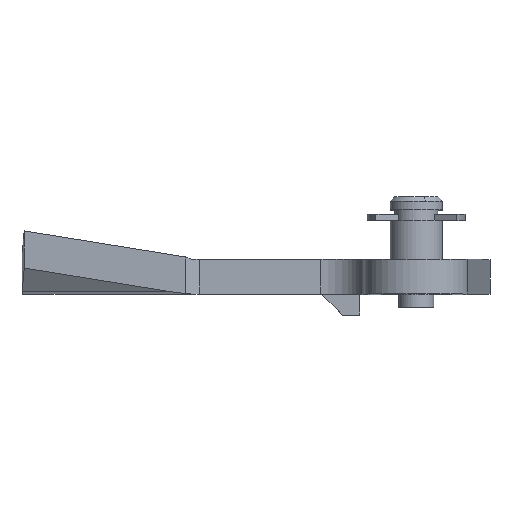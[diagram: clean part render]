
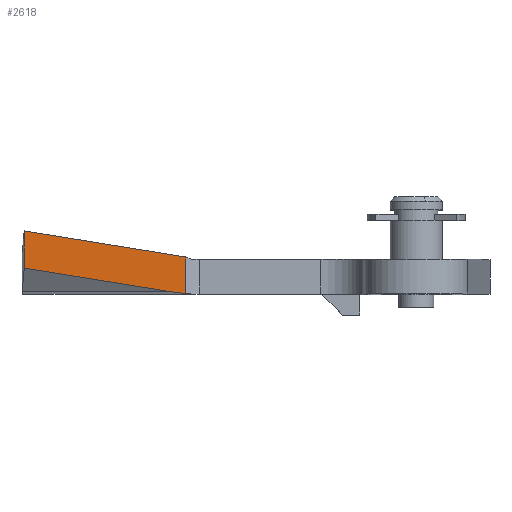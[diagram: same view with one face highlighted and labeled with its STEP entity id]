
A CAD part, top view. The second image highlights one B-rep face of the part: STEP entity #2618.
In plain terms, the highlighted free-form (B-spline) face has degree [1, 1] with [2, 2] control points.
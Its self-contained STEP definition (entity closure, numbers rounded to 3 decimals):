
#2405=CARTESIAN_POINT('',(-28.194,-3.737,10.827));
#2406=VERTEX_POINT('',#2405);
#2407=CARTESIAN_POINT('',(-26.572,-3.931,10.872));
#2408=VERTEX_POINT('',#2407);
#2409=CARTESIAN_POINT('',(-28.194,-3.737,10.827));
#2410=CARTESIAN_POINT('',(-27.404,-3.864,10.849));
#2411=CARTESIAN_POINT('',(-26.572,-3.931,10.872));
#2419=(BOUNDED_CURVE()B_SPLINE_CURVE(2,(#2409,#2410,#2411),.UNSPECIFIED.,.F.,.U.)CURVE()GEOMETRIC_REPRESENTATION_ITEM()QUASI_UNIFORM_CURVE()RATIONAL_B_SPLINE_CURVE((1.0,0.996,1.0))REPRESENTATION_ITEM(''));
#2420=EDGE_CURVE('',#2406,#2408,#2419,.T.);
#2584=CARTESIAN_POINT('',(-25.643,-4.291,10.897));
#2585=CARTESIAN_POINT('',(-46.11,-4.291,10.336));
#2586=CARTESIAN_POINT('',(-25.643,3.647,10.897));
#2587=CARTESIAN_POINT('',(-46.11,3.647,10.336));
#2588=B_SPLINE_SURFACE_WITH_KNOTS('',1,1,((#2584,#2586),(#2585,#2587)),.UNSPECIFIED.,.F.,.F.,.U.,(2,2),(2,2),(0.0,20.475),(0.0,7.938),.UNSPECIFIED.);
#2589=CARTESIAN_POINT('',(-45.181,-0.995,10.361));
#2590=VERTEX_POINT('',#2589);
#2591=CARTESIAN_POINT('',(-28.194,-3.737,10.827));
#2592=CARTESIAN_POINT('',(-45.181,-0.995,10.361));
#2593=QUASI_UNIFORM_CURVE('',1,(#2591,#2592),.UNSPECIFIED.,.F.,.U.);
#2594=EDGE_CURVE('',#2406,#2590,#2593,.T.);
#2595=ORIENTED_EDGE('',*,*,#2594,.F.);
#2596=ORIENTED_EDGE('',*,*,#2420,.T.);
#2597=CARTESIAN_POINT('',(-26.572,0.283,10.872));
#2598=VERTEX_POINT('',#2597);
#2599=CARTESIAN_POINT('',(-26.572,-3.931,10.872));
#2600=CARTESIAN_POINT('',(-26.572,0.283,10.872));
#2601=QUASI_UNIFORM_CURVE('',1,(#2599,#2600),.UNSPECIFIED.,.F.,.U.);
#2602=EDGE_CURVE('',#2408,#2598,#2601,.T.);
#2603=ORIENTED_EDGE('',*,*,#2602,.T.);
#2604=CARTESIAN_POINT('',(-45.181,3.287,10.361));
#2605=VERTEX_POINT('',#2604);
#2606=CARTESIAN_POINT('',(-26.572,0.283,10.872));
#2607=CARTESIAN_POINT('',(-45.181,3.287,10.361));
#2608=QUASI_UNIFORM_CURVE('',1,(#2606,#2607),.UNSPECIFIED.,.F.,.U.);
#2609=EDGE_CURVE('',#2598,#2605,#2608,.T.);
#2610=ORIENTED_EDGE('',*,*,#2609,.T.);
#2611=CARTESIAN_POINT('',(-45.181,-0.995,10.361));
#2612=CARTESIAN_POINT('',(-45.181,3.287,10.361));
#2613=QUASI_UNIFORM_CURVE('',1,(#2611,#2612),.UNSPECIFIED.,.F.,.U.);
#2614=EDGE_CURVE('',#2590,#2605,#2613,.T.);
#2615=ORIENTED_EDGE('',*,*,#2614,.F.);
#2616=EDGE_LOOP('',(#2595,#2596,#2603,#2610,#2615));
#2617=FACE_OUTER_BOUND('',#2616,.T.);
#2618=ADVANCED_FACE('',(#2617),#2588,.F.);
